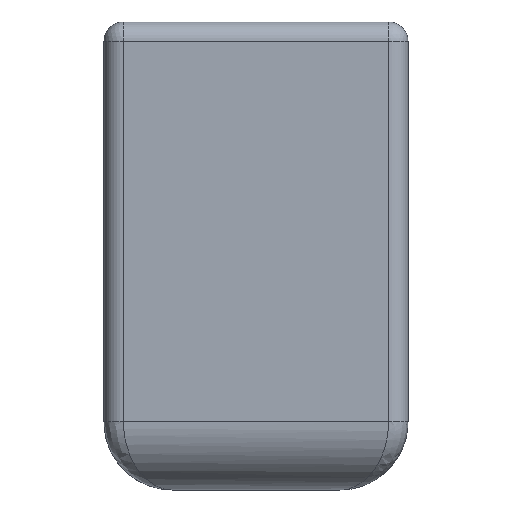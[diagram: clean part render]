
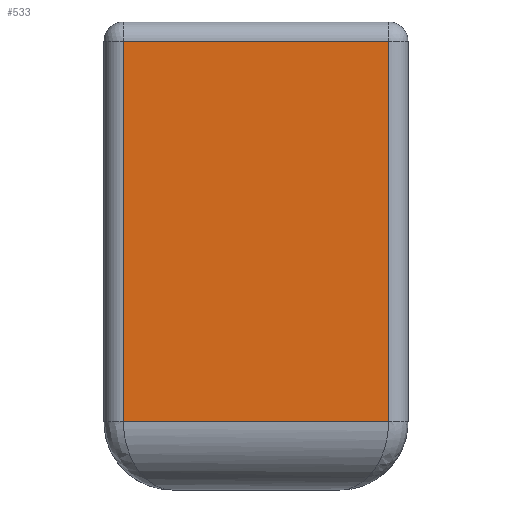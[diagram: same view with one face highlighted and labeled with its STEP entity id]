
A CAD part, top view. The second image highlights one B-rep face of the part: STEP entity #533.
In plain terms, the highlighted planar face has unit normal (0, 0, 1).
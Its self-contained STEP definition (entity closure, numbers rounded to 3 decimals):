
#31=PLANE('',#591);
#53=FACE_OUTER_BOUND('',#87,.T.);
#87=EDGE_LOOP('',(#379,#380,#381,#382));
#117=LINE('',#823,#167);
#121=LINE('',#840,#171);
#123=LINE('',#846,#173);
#124=LINE('',#847,#174);
#167=VECTOR('',#651,10.);
#171=VECTOR('',#673,10.);
#173=VECTOR('',#679,10.);
#174=VECTOR('',#680,10.);
#240=VERTEX_POINT('',#820);
#241=VERTEX_POINT('',#822);
#245=VERTEX_POINT('',#839);
#247=VERTEX_POINT('',#845);
#284=EDGE_CURVE('',#240,#241,#117,.T.);
#293=EDGE_CURVE('',#241,#245,#121,.T.);
#296=EDGE_CURVE('',#247,#240,#123,.T.);
#297=EDGE_CURVE('',#245,#247,#124,.T.);
#379=ORIENTED_EDGE('',*,*,#284,.F.);
#380=ORIENTED_EDGE('',*,*,#296,.F.);
#381=ORIENTED_EDGE('',*,*,#297,.F.);
#382=ORIENTED_EDGE('',*,*,#293,.F.);
#533=ADVANCED_FACE('',(#53),#31,.T.);
#591=AXIS2_PLACEMENT_3D('',#844,#677,#678);
#651=DIRECTION('',(1.,0.,0.));
#673=DIRECTION('',(0.,-1.,0.));
#677=DIRECTION('center_axis',(0.,0.,1.));
#678=DIRECTION('ref_axis',(1.,0.,0.));
#679=DIRECTION('',(0.,1.,0.));
#680=DIRECTION('',(-1.,0.,0.));
#820=CARTESIAN_POINT('',(-7.3,11.5,0.));
#822=CARTESIAN_POINT('',(-0.5,11.5,0.));
#823=CARTESIAN_POINT('',(-5.85,11.5,0.));
#839=CARTESIAN_POINT('',(-0.5,1.75,0.));
#840=CARTESIAN_POINT('',(-0.5,0.,0.));
#844=CARTESIAN_POINT('Origin',(-7.8,0.,0.));
#845=CARTESIAN_POINT('',(-7.3,1.75,0.));
#846=CARTESIAN_POINT('',(-7.3,0.,0.));
#847=CARTESIAN_POINT('',(-5.85,1.75,0.));
